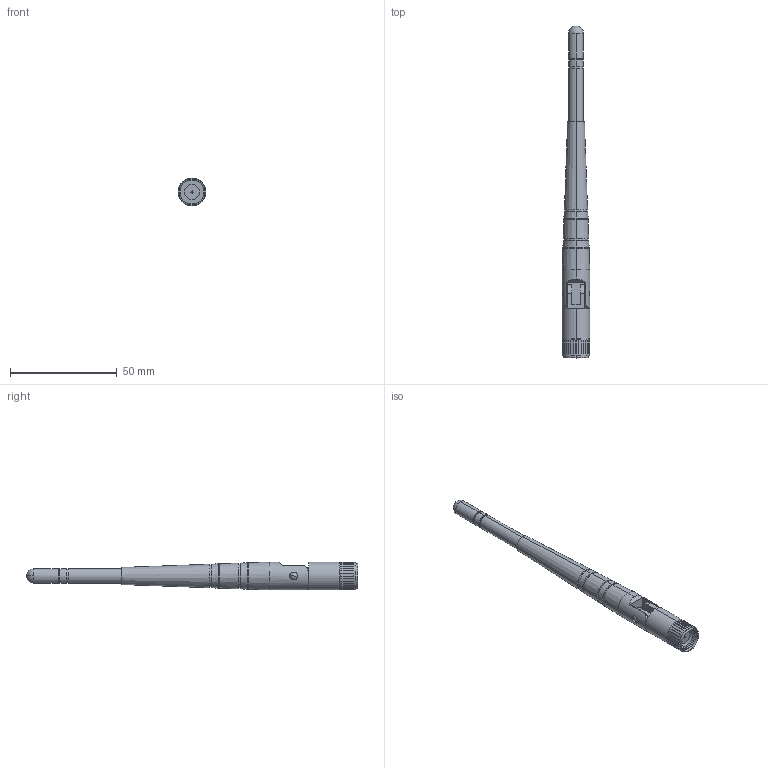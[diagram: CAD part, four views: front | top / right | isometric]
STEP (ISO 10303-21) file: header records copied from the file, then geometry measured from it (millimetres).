
FILE_DESCRIPTION (( 'STEP AP214' ), '1' );
FILE_NAME ('GW.59.3153.STEP', '2018-09-13T04:01:52', ( '' ), ( '' ), 'SwSTEP 2.0', 'SolidWorks 2017', '' );
FILE_SCHEMA (( 'AUTOMOTIVE_DESIGN' ));
Length unit declared in the file: millimetre
Products named in the file (4): GW59 Hinge ; GW59 Bottom; GW59 Top; GW.59.3153
Assembly tree (4 placements, depth 2):
  GW.59.3153
    GW59 Top
    GW59 Bottom
    GW59 Hinge   x2
Bounding box: 13.1 x 155.7 x 13 mm (x, y, z)
Volume: 12028.7 mm3; surface area: 6631 mm2
Topology: 4 solids, 4 shells, 238 faces, 527 edges, 339 vertices
Faces by surface type: cylinder 107, plane 100, torus 12, cone 10, sphere 6, bspline 3
Entity records: 6907 total; most frequent: DIRECTION 1281, CARTESIAN_POINT 1268, ORIENTED_EDGE 1018, AXIS2_PLACEMENT_3D 547, EDGE_CURVE 509, VERTEX_POINT 330, CIRCLE 310, EDGE_LOOP 289
